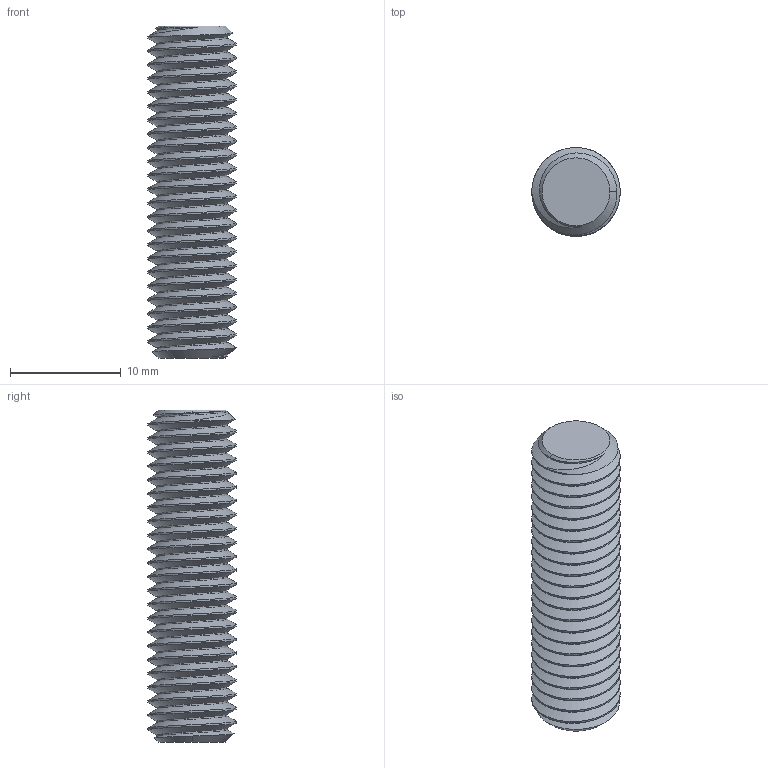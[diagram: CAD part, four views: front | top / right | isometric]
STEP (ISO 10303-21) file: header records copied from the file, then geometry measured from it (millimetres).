
FILE_DESCRIPTION (( 'STEP AP203' ), '1' );
FILE_NAME ('1078N146_Class 10.9 High-Strength Steel Threaded Rod.STEP', '2024-01-15T17:10:28', ( 'Administrator' ), ( 'Managed by Terraform' ), 'SwSTEP 2.0', 'SolidWorks 2017', '' );
FILE_SCHEMA (( 'CONFIG_CONTROL_DESIGN' ));
Length unit declared in the file: millimetre
Products named in the file (1): 1078N146_Class 10.9 High-Strength Steel Threaded Rod
Bounding box: 8 x 7.99 x 30 mm (x, y, z)
Volume: 1215 mm3; surface area: 1234.3 mm2
Topology: 1 solids, 1 shells, 62 faces, 174 edges, 114 vertices
Faces by surface type: cylinder 46, bspline 9, cone 5, plane 2
Entity records: 6424 total; most frequent: CARTESIAN_POINT 5103, ORIENTED_EDGE 348, DIRECTION 176, EDGE_CURVE 174, VERTEX_POINT 114, FACE_OUTER_BOUND 62, ADVANCED_FACE 62, EDGE_LOOP 62
